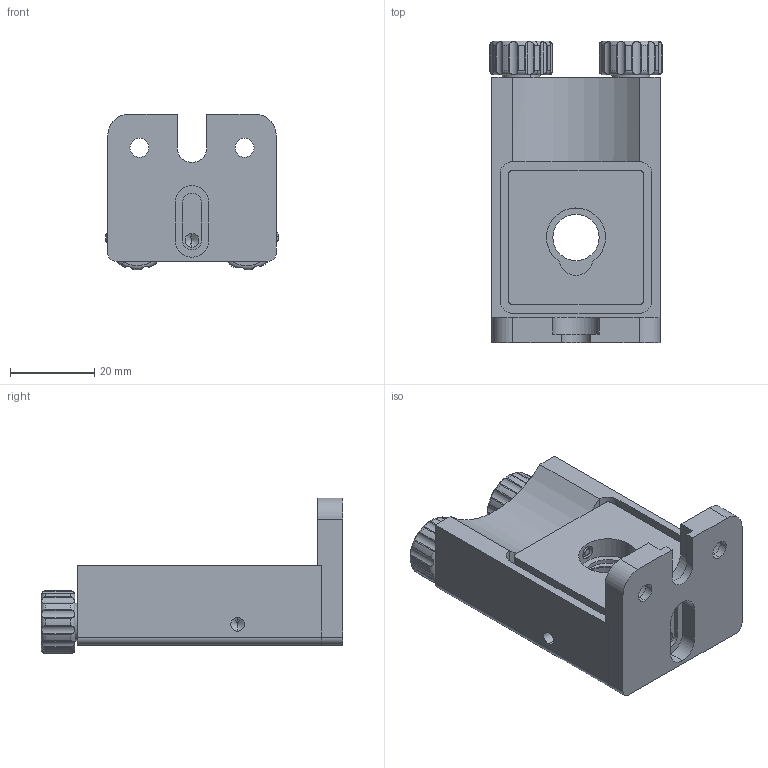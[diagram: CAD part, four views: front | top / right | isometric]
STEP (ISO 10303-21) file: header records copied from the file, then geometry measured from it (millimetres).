
FILE_DESCRIPTION (( 'STEP AP203' ), '1' );
FILE_NAME ('04VMT-0.5M.STEP', '2016-04-18T09:05:05', ( '' ), ( '' ), 'SwSTEP 2.0', 'SolidWorks 2016', '' );
FILE_SCHEMA (( 'CONFIG_CONTROL_DESIGN' ));
Length unit declared in the file: millimetre
Products named in the file (1): 04VMT-0.5M
Bounding box: 41 x 71.63 x 37 mm (x, y, z)
Volume: 40019 mm3; surface area: 25960.5 mm2
Topology: 27 solids, 27 shells, 554 faces, 1390 edges, 893 vertices
Faces by surface type: cylinder 284, plane 164, cone 46, bspline 36, sphere 12, torus 12
Entity records: 21901 total; most frequent: CARTESIAN_POINT 8806, DIRECTION 2710, ORIENTED_EDGE 2688, EDGE_CURVE 1344, AXIS2_PLACEMENT_3D 1055, VERTEX_POINT 877, EDGE_LOOP 643, VECTOR 600
